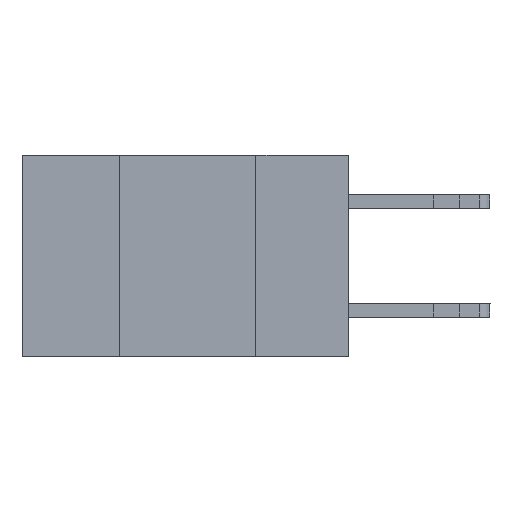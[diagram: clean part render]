
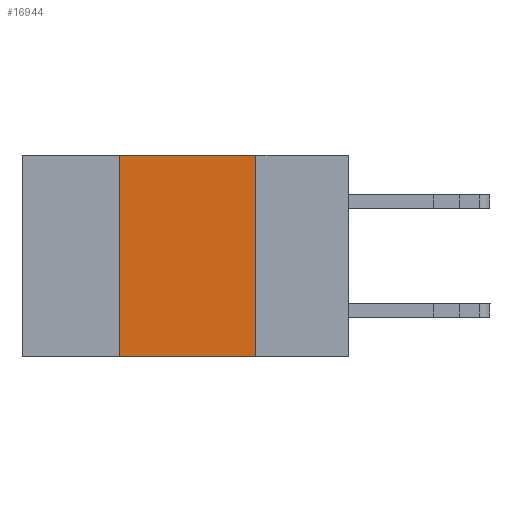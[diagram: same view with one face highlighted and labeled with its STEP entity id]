
A CAD part, left-side view. The second image highlights one B-rep face of the part: STEP entity #16944.
In plain terms, the highlighted planar face has unit normal (-1, 0, 0).
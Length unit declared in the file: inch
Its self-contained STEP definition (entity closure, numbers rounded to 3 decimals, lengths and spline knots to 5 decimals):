
#849 = AXIS2_PLACEMENT_3D ( 'NONE', #5739, #19357, #8659 ) ;
#2633 = EDGE_CURVE ( 'NONE', #14117, #4915, #11855, .T. ) ;
#3225 = ORIENTED_EDGE ( 'NONE', *, *, #6551, .F. ) ;
#3238 = CARTESIAN_POINT ( 'NONE',  ( 0., 0.42, 0. ) ) ;
#3275 = CARTESIAN_POINT ( 'NONE',  ( 0., 0.42, -0.37 ) ) ;
#4076 = DIRECTION ( 'NONE',  ( 0., -1., 0. ) ) ;
#4223 = PLANE ( 'NONE',  #849 ) ;
#4915 = VERTEX_POINT ( 'NONE', #12715 ) ;
#5161 = DIRECTION ( 'NONE',  ( 0., -1., 0. ) ) ;
#5739 = CARTESIAN_POINT ( 'NONE',  ( 0., 0.6, 0. ) ) ;
#5814 = ORIENTED_EDGE ( 'NONE', *, *, #7345, .T. ) ;
#6168 = DIRECTION ( 'NONE',  ( 0., 0., 1. ) ) ;
#6551 = EDGE_CURVE ( 'NONE', #7998, #14117, #13863, .T. ) ;
#6611 = FACE_OUTER_BOUND ( 'NONE', #15230, .T. ) ;
#7345 = EDGE_CURVE ( 'NONE', #7998, #14914, #9058, .T. ) ;
#7778 = EDGE_CURVE ( 'NONE', #4915, #14914, #15975, .T. ) ;
#7998 = VERTEX_POINT ( 'NONE', #3275 ) ;
#8265 = VECTOR ( 'NONE', #4076, 39.37008 ) ;
#8659 = DIRECTION ( 'NONE',  ( 0., 0., -1. ) ) ;
#8696 = CARTESIAN_POINT ( 'NONE',  ( 0., 0.6, 0. ) ) ;
#9058 = LINE ( 'NONE', #15978, #19568 ) ;
#9327 = VECTOR ( 'NONE', #6168, 39.37008 ) ;
#10189 = DIRECTION ( 'NONE',  ( 0., 0., -1. ) ) ;
#11598 = ORIENTED_EDGE ( 'NONE', *, *, #7778, .F. ) ;
#11855 = LINE ( 'NONE', #8696, #8265 ) ;
#12715 = CARTESIAN_POINT ( 'NONE',  ( 0., 0.17, 0. ) ) ;
#12942 = ORIENTED_EDGE ( 'NONE', *, *, #2633, .F. ) ;
#13580 = CARTESIAN_POINT ( 'NONE',  ( 0., 0.17, -0.37 ) ) ;
#13863 = LINE ( 'NONE', #3238, #9327 ) ;
#14117 = VERTEX_POINT ( 'NONE', #17802 ) ;
#14914 = VERTEX_POINT ( 'NONE', #13580 ) ;
#15230 = EDGE_LOOP ( 'NONE', ( #11598, #12942, #3225, #5814 ) ) ;
#15975 = LINE ( 'NONE', #19215, #18585 ) ;
#15978 = CARTESIAN_POINT ( 'NONE',  ( 0., 0.6, -0.37 ) ) ;
#16944 = ADVANCED_FACE ( 'NONE', ( #6611 ), #4223, .F. ) ;
#17802 = CARTESIAN_POINT ( 'NONE',  ( 0., 0.42, 0. ) ) ;
#18585 = VECTOR ( 'NONE', #10189, 39.37008 ) ;
#19215 = CARTESIAN_POINT ( 'NONE',  ( 0., 0.17, 0. ) ) ;
#19357 = DIRECTION ( 'NONE',  ( 1., 0., 0. ) ) ;
#19568 = VECTOR ( 'NONE', #5161, 39.37008 ) ;
